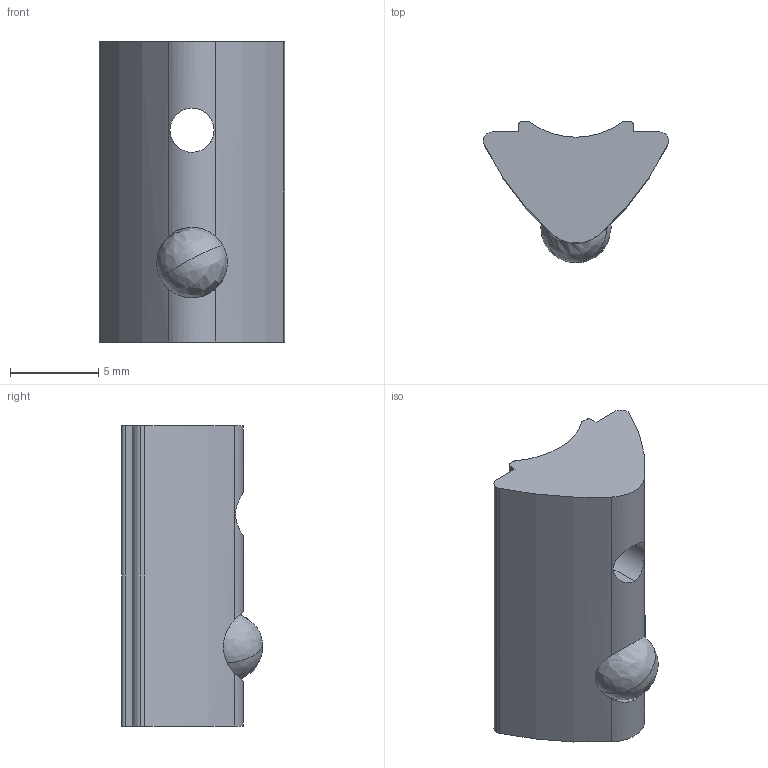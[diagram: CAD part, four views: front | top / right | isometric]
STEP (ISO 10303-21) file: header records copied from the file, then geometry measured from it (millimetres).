
FILE_DESCRIPTION (( 'STEP AP214' ), '1' );
FILE_NAME ('262200106.STEP', '2014-02-21T12:51:50', ( '' ), ( '' ), 'SwSTEP 2.0', 'SolidWorks 2014', '' );
FILE_SCHEMA (( 'AUTOMOTIVE_DESIGN' ));
Length unit declared in the file: millimetre
Products named in the file (1): 262200106
Bounding box: 10.5 x 7.99 x 17 mm (x, y, z)
Volume: 710 mm3; surface area: 751.7 mm2
Topology: 3 solids, 3 shells, 39 faces, 97 edges, 60 vertices
Faces by surface type: cylinder 16, plane 11, bspline 10, cone 2
Entity records: 2334 total; most frequent: CARTESIAN_POINT 981, ORIENTED_EDGE 186, DIRECTION 177, EDGE_CURVE 93, AXIS2_PLACEMENT_3D 70, VERTEX_POINT 60, UNCERTAINTY_MEASURE_WITH_UNIT 44, SURFACE_SIDE_STYLE 43
